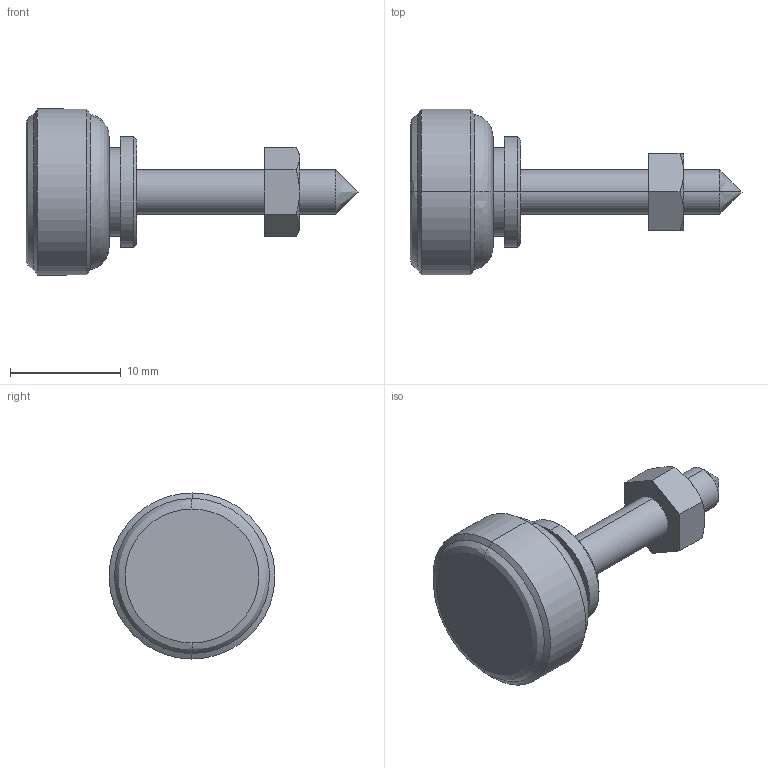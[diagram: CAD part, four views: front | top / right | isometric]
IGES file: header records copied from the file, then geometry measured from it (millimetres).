
Start section: ------------------------------------------------------------------------
Global section: file name: PC3955.24684.THA_340SUS_15_4_N_26417.igs; native system: spGate; preprocessor: ver20.6.3 (****-****-****-****); author: Unknown; organization: Unknown; date: 251202.134605; units: millimetre
Bounding box: 30 x 14.97 x 15 mm (x, y, z)
Volume: 1722.4 mm3; surface area: 1154 mm2
Topology: 2 solids, 2 shells, 40 faces, 86 edges, 51 vertices
Faces by surface type: bspline 40
